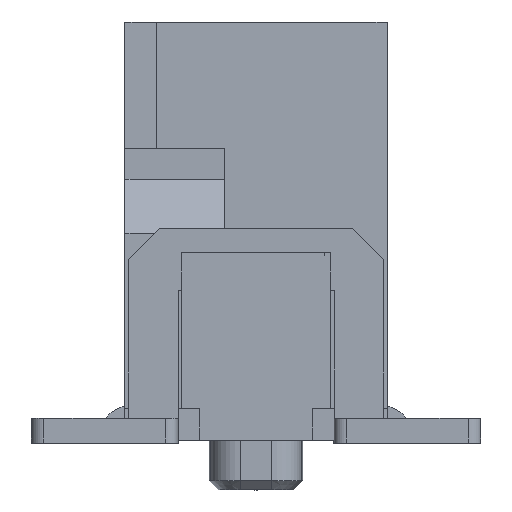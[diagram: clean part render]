
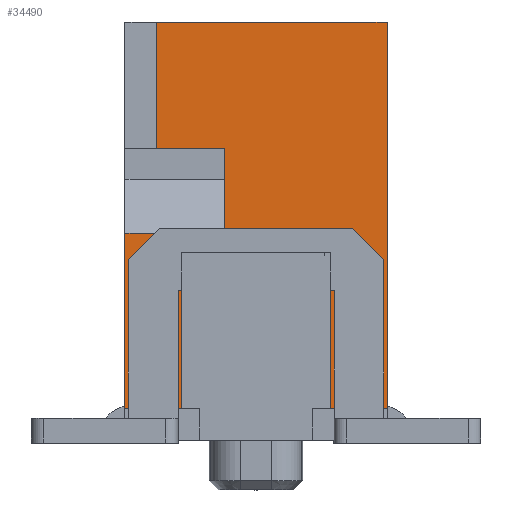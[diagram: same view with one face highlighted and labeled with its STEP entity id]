
A CAD part, left-side view. The second image highlights one B-rep face of the part: STEP entity #34490.
In plain terms, the highlighted planar face has unit normal (-1, 0, 0).
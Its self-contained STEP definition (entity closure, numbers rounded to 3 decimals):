
#23120=CARTESIAN_POINT('',(-17.24,0.5,6.18));
#23130=DIRECTION('',(0.,1.,0.));
#23140=VECTOR('',#23130,1000.);
#23150=LINE('',#23120,#23140);
#23160=CARTESIAN_POINT('',(-17.24,0.5,6.18));
#23170=VERTEX_POINT('',#23160);
#23180=CARTESIAN_POINT('',(-17.24,1.6,6.18));
#23190=VERTEX_POINT('',#23180);
#23200=EDGE_CURVE('',#23170,#23190,#23150,.T.);
#32340=CARTESIAN_POINT('',(-17.24,-1.195,2.));
#32350=VERTEX_POINT('',#32340);
#32380=CARTESIAN_POINT('',(-17.24,2.1,2.));
#32390=DIRECTION('',(0.,-1.,0.));
#32400=VECTOR('',#32390,1000.);
#32410=LINE('',#32380,#32400);
#32420=CARTESIAN_POINT('',(-17.24,-2.1,2.));
#32430=VERTEX_POINT('',#32420);
#32440=EDGE_CURVE('',#32350,#32430,#32410,.T.);
#33640=CARTESIAN_POINT('',(-17.24,2.1,0.7));
#33650=DIRECTION('',(1.,-0.,0.));
#33660=DIRECTION('',(0.,0.,-1.));
#33670=AXIS2_PLACEMENT_3D('',#33640,#33650,#33660);
#33680=PLANE('',#33670);
#33690=CARTESIAN_POINT('',(-17.24,-2.1,0.7));
#33700=DIRECTION('',(0.,0.,1.));
#33710=VECTOR('',#33700,1000.);
#33720=LINE('',#33690,#33710);
#33730=CARTESIAN_POINT('',(-17.24,-2.1,8.2));
#33740=VERTEX_POINT('',#33730);
#33750=EDGE_CURVE('',#32430,#33740,#33720,.T.);
#33760=ORIENTED_EDGE('',*,*,#33750,.T.);
#33770=ORIENTED_EDGE('',*,*,#32440,.T.);
#33780=CARTESIAN_POINT('',(-17.24,-1.195,0.));
#33790=DIRECTION('',(0.,0.,1.));
#33800=VECTOR('',#33790,1.);
#33810=LINE('',#33780,#33800);
#33820=CARTESIAN_POINT('',(-17.24,-1.195,3.895));
#33830=VERTEX_POINT('',#33820);
#33840=EDGE_CURVE('',#32350,#33830,#33810,.T.);
#33850=ORIENTED_EDGE('',*,*,#33840,.F.);
#33860=CARTESIAN_POINT('',(-17.24,0.,3.895));
#33870=DIRECTION('',(0.,1.,0.));
#33880=VECTOR('',#33870,1.);
#33890=LINE('',#33860,#33880);
#33900=CARTESIAN_POINT('',(-17.24,1.195,3.895));
#33910=VERTEX_POINT('',#33900);
#33920=EDGE_CURVE('',#33830,#33910,#33890,.T.);
#33930=ORIENTED_EDGE('',*,*,#33920,.F.);
#33940=CARTESIAN_POINT('',(-17.24,1.195,0.));
#33950=DIRECTION('',(0.,0.,1.));
#33960=VECTOR('',#33950,1.);
#33970=LINE('',#33940,#33960);
#33980=CARTESIAN_POINT('',(-17.24,1.195,2.));
#33990=VERTEX_POINT('',#33980);
#34000=EDGE_CURVE('',#33990,#33910,#33970,.T.);
#34010=ORIENTED_EDGE('',*,*,#34000,.T.);
#34020=CARTESIAN_POINT('',(-17.24,2.1,2.));
#34030=DIRECTION('',(0.,-1.,0.));
#34040=VECTOR('',#34030,1000.);
#34050=LINE('',#34020,#34040);
#34060=CARTESIAN_POINT('',(-17.24,2.1,2.));
#34070=VERTEX_POINT('',#34060);
#34080=EDGE_CURVE('',#34070,#33990,#34050,.T.);
#34090=ORIENTED_EDGE('',*,*,#34080,.T.);
#34100=CARTESIAN_POINT('',(-17.24,2.1,0.7));
#34110=DIRECTION('',(0.,0.,1.));
#34120=VECTOR('',#34110,1000.);
#34130=LINE('',#34100,#34120);
#34140=CARTESIAN_POINT('',(-17.24,2.1,4.814));
#34150=VERTEX_POINT('',#34140);
#34160=EDGE_CURVE('',#34070,#34150,#34130,.T.);
#34170=ORIENTED_EDGE('',*,*,#34160,.F.);
#34180=CARTESIAN_POINT('',(-17.24,0.5,4.814));
#34190=DIRECTION('',(0.,1.,0.));
#34200=VECTOR('',#34190,1000.);
#34210=LINE('',#34180,#34200);
#34220=CARTESIAN_POINT('',(-17.24,0.5,4.814));
#34230=VERTEX_POINT('',#34220);
#34240=EDGE_CURVE('',#34230,#34150,#34210,.T.);
#34250=ORIENTED_EDGE('',*,*,#34240,.T.);
#34260=CARTESIAN_POINT('',(-17.24,0.5,4.814));
#34270=DIRECTION('',(0.,0.,1.));
#34280=VECTOR('',#34270,1000.);
#34290=LINE('',#34260,#34280);
#34300=EDGE_CURVE('',#34230,#23170,#34290,.T.);
#34310=ORIENTED_EDGE('',*,*,#34300,.F.);
#34320=ORIENTED_EDGE('',*,*,#23200,.F.);
#34330=CARTESIAN_POINT('',(-17.24,1.6,5.9));
#34340=DIRECTION('',(0.,0.,1.));
#34350=VECTOR('',#34340,1000.);
#34360=LINE('',#34330,#34350);
#34370=CARTESIAN_POINT('',(-17.24,1.6,8.2));
#34380=VERTEX_POINT('',#34370);
#34390=EDGE_CURVE('',#23190,#34380,#34360,.T.);
#34400=ORIENTED_EDGE('',*,*,#34390,.F.);
#34410=CARTESIAN_POINT('',(-17.24,2.1,8.2));
#34420=DIRECTION('',(0.,1.,0.));
#34430=VECTOR('',#34420,1000.);
#34440=LINE('',#34410,#34430);
#34450=EDGE_CURVE('',#33740,#34380,#34440,.T.);
#34460=ORIENTED_EDGE('',*,*,#34450,.T.);
#34470=EDGE_LOOP('',(#34460,#34400,#34320,#34310,#34250,#34170,#34090,
#34010,#33930,#33850,#33770,#33760));
#34480=FACE_OUTER_BOUND('',#34470,.T.);
#34490=ADVANCED_FACE('',(#34480),#33680,.F.);
